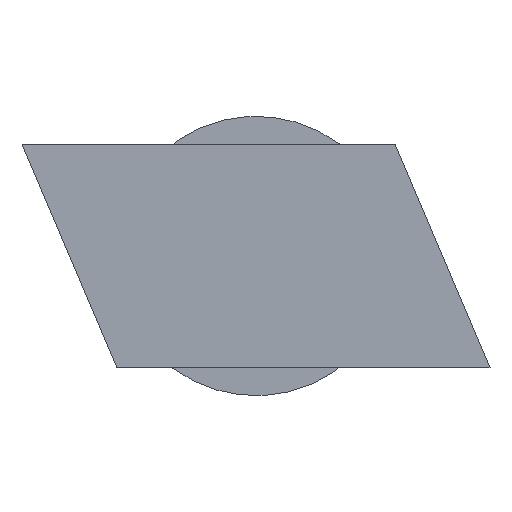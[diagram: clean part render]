
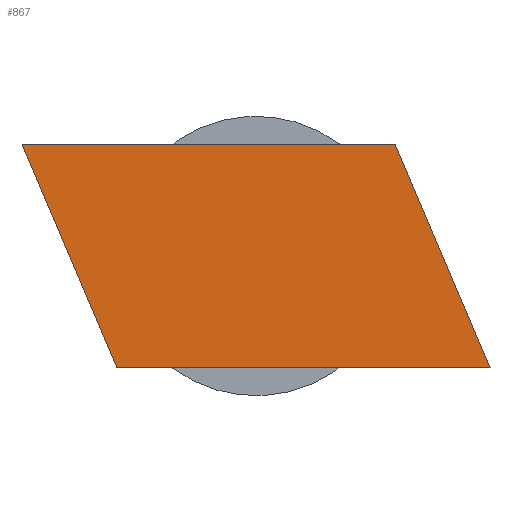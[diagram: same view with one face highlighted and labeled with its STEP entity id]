
A CAD part, front view. The second image highlights one B-rep face of the part: STEP entity #867.
In plain terms, the highlighted planar face has unit normal (0, -1, 0).
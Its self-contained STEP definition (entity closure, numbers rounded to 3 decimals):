
#9 = AXIS2_PLACEMENT_3D ( 'NONE', #1171, #226, #115 ) ;
#19 = DIRECTION ( 'NONE',  ( -0.391, 0., 0.921 ) ) ;
#32 = VECTOR ( 'NONE', #1026, 1000. ) ;
#64 = VECTOR ( 'NONE', #19, 1000. ) ;
#115 = DIRECTION ( 'NONE',  ( 0., 0., -1. ) ) ;
#186 = LINE ( 'NONE', #1230, #32 ) ;
#226 = DIRECTION ( 'NONE',  ( 0., -1., 0. ) ) ;
#245 = CARTESIAN_POINT ( 'NONE',  ( -16.75, 0., 8. ) ) ;
#338 = ORIENTED_EDGE ( 'NONE', *, *, #427, .F. ) ;
#368 = CARTESIAN_POINT ( 'NONE',  ( 9.958, 0., 8. ) ) ;
#427 = EDGE_CURVE ( 'NONE', #1144, #1052, #186, .T. ) ;
#490 = VERTEX_POINT ( 'NONE', #1180 ) ;
#536 = PLANE ( 'NONE',  #9 ) ;
#601 = ORIENTED_EDGE ( 'NONE', *, *, #1369, .F. ) ;
#681 = ORIENTED_EDGE ( 'NONE', *, *, #1255, .F. ) ;
#684 = CARTESIAN_POINT ( 'NONE',  ( 16.75, 0., -8. ) ) ;
#743 = EDGE_LOOP ( 'NONE', ( #1120, #681, #338, #601 ) ) ;
#805 = LINE ( 'NONE', #1303, #885 ) ;
#867 = ADVANCED_FACE ( 'NONE', ( #1365 ), #536, .T. ) ;
#885 = VECTOR ( 'NONE', #1320, 1000. ) ;
#1001 = LINE ( 'NONE', #1294, #64 ) ;
#1026 = DIRECTION ( 'NONE',  ( 0.391, 0., -0.921 ) ) ;
#1036 = EDGE_CURVE ( 'NONE', #490, #1070, #1001, .T. ) ;
#1052 = VERTEX_POINT ( 'NONE', #684 ) ;
#1070 = VERTEX_POINT ( 'NONE', #245 ) ;
#1120 = ORIENTED_EDGE ( 'NONE', *, *, #1036, .F. ) ;
#1126 = DIRECTION ( 'NONE',  ( 1., 0., 0. ) ) ;
#1144 = VERTEX_POINT ( 'NONE', #368 ) ;
#1171 = CARTESIAN_POINT ( 'NONE',  ( 0., 0., 0. ) ) ;
#1180 = CARTESIAN_POINT ( 'NONE',  ( -9.958, 0., -8. ) ) ;
#1230 = CARTESIAN_POINT ( 'NONE',  ( 9.958, 0., 8. ) ) ;
#1255 = EDGE_CURVE ( 'NONE', #1052, #490, #805, .T. ) ;
#1294 = CARTESIAN_POINT ( 'NONE',  ( -16.75, 0., 8. ) ) ;
#1303 = CARTESIAN_POINT ( 'NONE',  ( -9.958, 0., -8. ) ) ;
#1320 = DIRECTION ( 'NONE',  ( -1., 0., 0. ) ) ;
#1336 = LINE ( 'NONE', #1342, #1367 ) ;
#1342 = CARTESIAN_POINT ( 'NONE',  ( -16.75, 0., 8. ) ) ;
#1365 = FACE_OUTER_BOUND ( 'NONE', #743, .T. ) ;
#1367 = VECTOR ( 'NONE', #1126, 1000. ) ;
#1369 = EDGE_CURVE ( 'NONE', #1070, #1144, #1336, .T. ) ;
